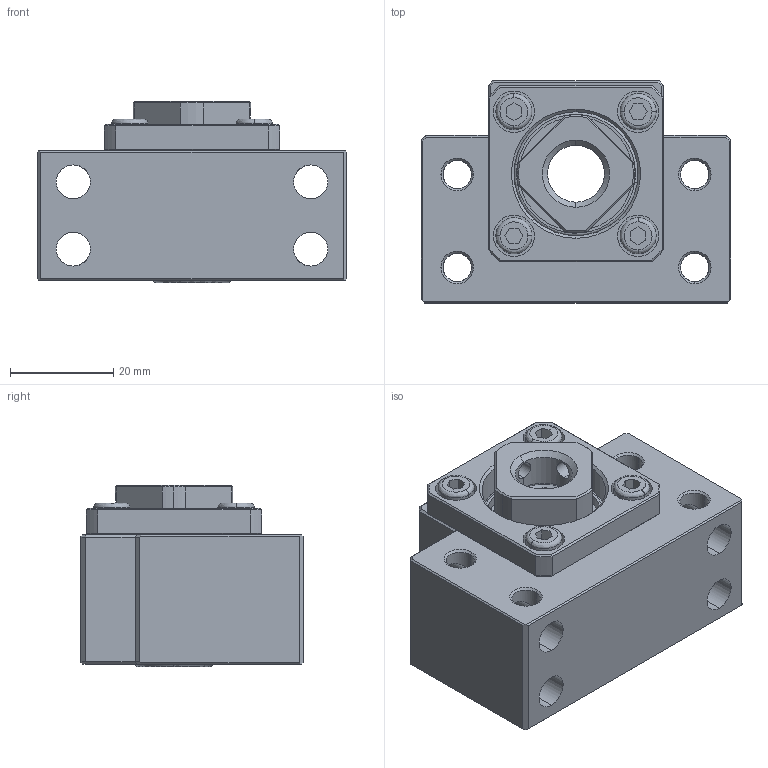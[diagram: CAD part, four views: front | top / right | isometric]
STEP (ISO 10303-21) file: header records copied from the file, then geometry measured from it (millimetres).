
FILE_DESCRIPTION (( 'STEP AP214' ), '1' );
FILE_NAME ('BKN12-Rollco.step', '2023-04-27T09:32:20', ( '' ), ( '' ), 'SwSTEP 2.0', 'SolidWorks 2010', '' );
FILE_SCHEMA (( 'AUTOMOTIVE_DESIGN' ));
Length unit declared in the file: millimetre
Products named in the file (9): BK12_Housing; 7001_Outer_Ring; 7001_Inner_Ring; BKN12_Fastener; BKN12_End_Ring; BKN12_Nut_M12; BKN12_Screw_M4; BKN12_Bearing_Cover; BKN12-Rollco
Assembly tree (15 placements, depth 2):
  BKN12-Rollco
    7001_Outer_Ring  x2
    BKN12_Screw_M4  x4
    BKN12_End_Ring  x2
    BKN12_Fastener
    7001_Inner_Ring  x2
    BKN12_Bearing_Cover  x2
    BKN12_Nut_M12
    BK12_Housing
Bounding box: 60 x 43 x 35.1 mm (x, y, z)
Volume: 48216.9 mm3; surface area: 28312.7 mm2
Topology: 15 solids, 15 shells, 502 faces, 1177 edges, 705 vertices
Faces by surface type: cylinder 157, plane 141, bspline 108, cone 96
Entity records: 13426 total; most frequent: CARTESIAN_POINT 4734, ORIENTED_EDGE 1758, DIRECTION 1724, EDGE_CURVE 879, AXIS2_PLACEMENT_3D 677, VERTEX_POINT 535, EDGE_LOOP 418, LINE 370
